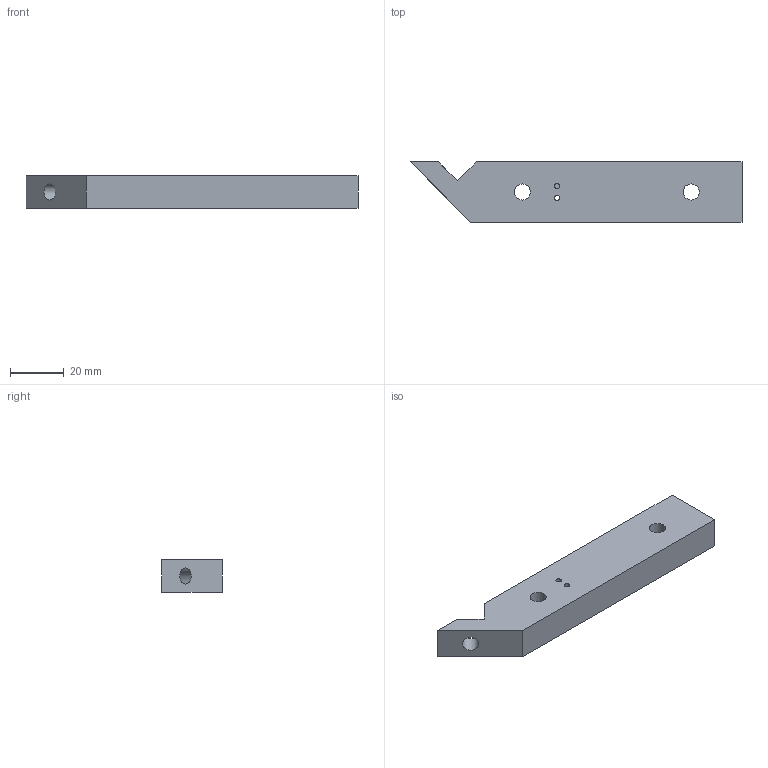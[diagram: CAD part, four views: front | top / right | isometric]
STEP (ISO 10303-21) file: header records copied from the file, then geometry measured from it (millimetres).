
FILE_DESCRIPTION(/* description */ (''),/* implementation_level */ '2;1');
FILE_NAME(/* name */ 'main_frame.stp',/* time_stamp */ '2022-05-04T14:43:03-03:00',/* author */ ('19710060'),/* organization */ (''),/* preprocessor_version */ 'ST-DEVELOPER v18.1',/* originating_system */ 'Autodesk Inventor 2022',/* authorisation */ '');
FILE_SCHEMA (('AUTOMOTIVE_DESIGN { 1 0 10303 214 3 1 1 }'));
Length unit declared in the file: millimetre
Products named in the file (1): main_frame
Bounding box: 124 x 22.5 x 12 mm (x, y, z)
Volume: 28695.5 mm3; surface area: 9095.6 mm2
Topology: 1 solids, 1 shells, 24 faces, 56 edges, 33 vertices
Faces by surface type: cylinder 12, plane 12
Full cylindrical faces by diameter (mm): 2 x6, 6 x4
Entity records: 748 total; most frequent: DIRECTION 131, CARTESIAN_POINT 114, ORIENTED_EDGE 112, EDGE_CURVE 56, AXIS2_PLACEMENT_3D 50, EDGE_LOOP 35, VERTEX_POINT 33, LINE 31
